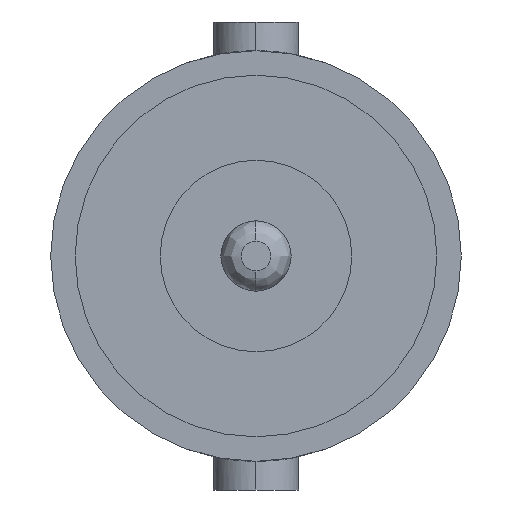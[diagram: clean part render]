
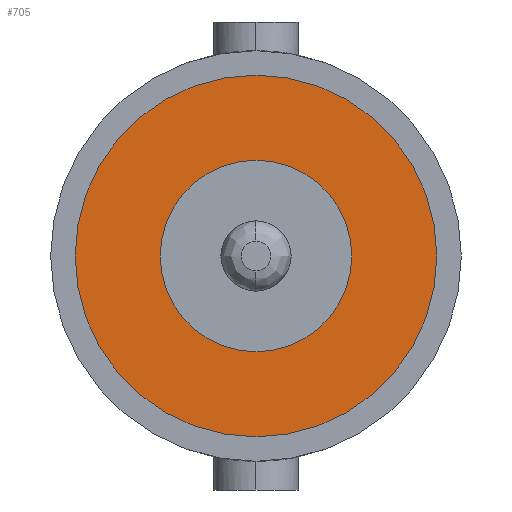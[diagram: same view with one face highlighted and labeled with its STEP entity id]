
A CAD part, left-side view. The second image highlights one B-rep face of the part: STEP entity #705.
In plain terms, the highlighted planar face has unit normal (-1, 0, 0).
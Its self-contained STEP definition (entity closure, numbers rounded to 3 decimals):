
#64 = ORIENTED_EDGE ( 'NONE', *, *, #1080, .T. ) ;
#95 = ORIENTED_EDGE ( 'NONE', *, *, #513, .F. ) ;
#107 = EDGE_LOOP ( 'NONE', ( #95, #564 ) ) ;
#158 = DIRECTION ( 'NONE',  ( 0., 0., 1. ) ) ;
#163 = DIRECTION ( 'NONE',  ( -1., 0., 0. ) ) ;
#236 = CARTESIAN_POINT ( 'NONE',  ( 135.994, 105., 2.25 ) ) ;
#263 = FACE_OUTER_BOUND ( 'NONE', #702, .T. ) ;
#293 = AXIS2_PLACEMENT_3D ( 'NONE', #778, #163, #691 ) ;
#313 = CARTESIAN_POINT ( 'NONE',  ( 135.994, 105., 4.25 ) ) ;
#317 = CIRCLE ( 'NONE', #293, 2.25 ) ;
#327 = DIRECTION ( 'NONE',  ( -1., 0., 0. ) ) ;
#336 = VERTEX_POINT ( 'NONE', #1023 ) ;
#352 = DIRECTION ( 'NONE',  ( 0., 0., 1. ) ) ;
#377 = DIRECTION ( 'NONE',  ( 1., 0., 0. ) ) ;
#394 = EDGE_CURVE ( 'NONE', #336, #734, #631, .T. ) ;
#395 = CARTESIAN_POINT ( 'NONE',  ( 135.994, 105., 0. ) ) ;
#405 = DIRECTION ( 'NONE',  ( -1., 0., 0. ) ) ;
#407 = PLANE ( 'NONE',  #636 ) ;
#411 = CIRCLE ( 'NONE', #479, 4.25 ) ;
#479 = AXIS2_PLACEMENT_3D ( 'NONE', #624, #805, #352 ) ;
#486 = FACE_BOUND ( 'NONE', #107, .T. ) ;
#513 = EDGE_CURVE ( 'NONE', #734, #336, #317, .T. ) ;
#542 = VERTEX_POINT ( 'NONE', #313 ) ;
#564 = ORIENTED_EDGE ( 'NONE', *, *, #394, .F. ) ;
#566 = CARTESIAN_POINT ( 'NONE',  ( 135.994, 105., 0. ) ) ;
#588 = CARTESIAN_POINT ( 'NONE',  ( 135.994, 105., 0. ) ) ;
#610 = DIRECTION ( 'NONE',  ( 0., 0., -1. ) ) ;
#624 = CARTESIAN_POINT ( 'NONE',  ( 135.994, 105., 0. ) ) ;
#631 = CIRCLE ( 'NONE', #1124, 2.25 ) ;
#636 = AXIS2_PLACEMENT_3D ( 'NONE', #566, #377, #610 ) ;
#691 = DIRECTION ( 'NONE',  ( 0., 0., 1. ) ) ;
#702 = EDGE_LOOP ( 'NONE', ( #64, #836 ) ) ;
#705 = ADVANCED_FACE ( 'NONE', ( #263, #486 ), #407, .F. ) ;
#734 = VERTEX_POINT ( 'NONE', #236 ) ;
#778 = CARTESIAN_POINT ( 'NONE',  ( 135.994, 105., 0. ) ) ;
#787 = AXIS2_PLACEMENT_3D ( 'NONE', #588, #405, #934 ) ;
#790 = VERTEX_POINT ( 'NONE', #999 ) ;
#805 = DIRECTION ( 'NONE',  ( -1., 0., 0. ) ) ;
#836 = ORIENTED_EDGE ( 'NONE', *, *, #1007, .T. ) ;
#934 = DIRECTION ( 'NONE',  ( 0., 0., 1. ) ) ;
#991 = CIRCLE ( 'NONE', #787, 4.25 ) ;
#999 = CARTESIAN_POINT ( 'NONE',  ( 135.994, 105., -4.25 ) ) ;
#1007 = EDGE_CURVE ( 'NONE', #790, #542, #991, .T. ) ;
#1023 = CARTESIAN_POINT ( 'NONE',  ( 135.994, 105., -2.25 ) ) ;
#1080 = EDGE_CURVE ( 'NONE', #542, #790, #411, .T. ) ;
#1124 = AXIS2_PLACEMENT_3D ( 'NONE', #395, #327, #158 ) ;
